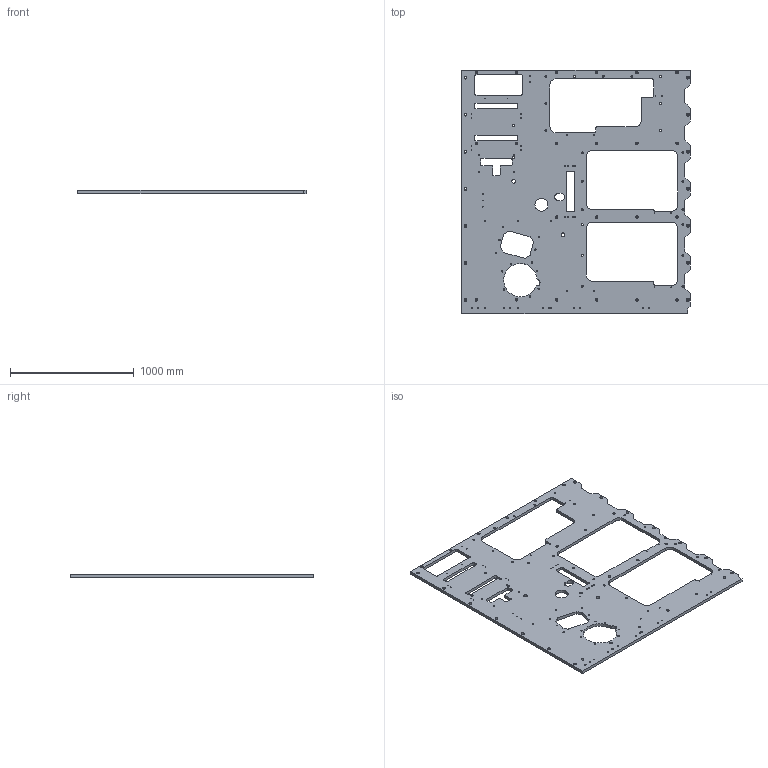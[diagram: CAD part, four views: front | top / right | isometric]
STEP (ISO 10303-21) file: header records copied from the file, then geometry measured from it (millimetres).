
FILE_DESCRIPTION (( 'STEP AP214' ), '1' );
FILE_NAME ('IGBWF J18012-5-1101醱啣珨.STEP', '2021-07-08T03:50:30', ( 'Windows' ), ( 'Microsoft' ), 'SwSTEP 2.0', 'SolidWorks 2016', '' );
FILE_SCHEMA (( 'AUTOMOTIVE_DESIGN' ));
Length unit declared in the file: millimetre
Products named in the file (1): IGBWF J18012-5-1101醱啣珨
Bounding box: 1849 x 1973 x 25 mm (x, y, z)
Volume: 57634928 mm3; surface area: 5285537.4 mm2
Topology: 1 solids, 1 shells, 503 faces, 1395 edges, 930 vertices
Faces by surface type: cylinder 382, plane 121
Entity records: 17079 total; most frequent: DIRECTION 3167, CARTESIAN_POINT 2829, ORIENTED_EDGE 2790, EDGE_CURVE 1395, AXIS2_PLACEMENT_3D 1268, VERTEX_POINT 930, EDGE_LOOP 815, CIRCLE 764
